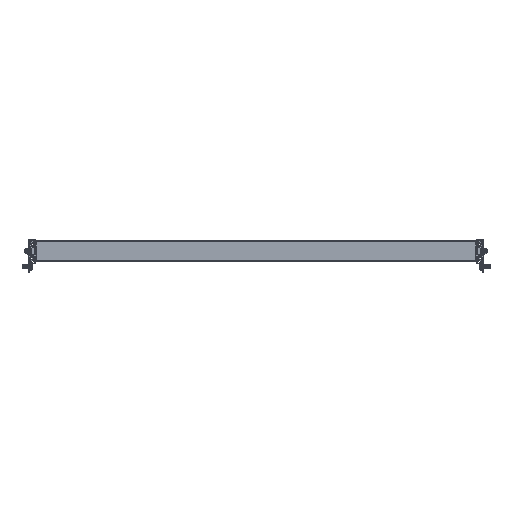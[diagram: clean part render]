
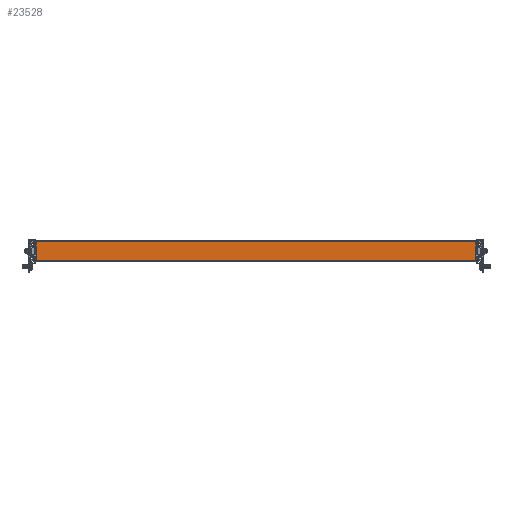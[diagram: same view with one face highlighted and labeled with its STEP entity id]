
A CAD part, front view. The second image highlights one B-rep face of the part: STEP entity #23528.
In plain terms, the highlighted planar face has unit normal (0, -1, 0).
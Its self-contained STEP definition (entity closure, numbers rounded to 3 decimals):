
#1462 = LINE ( 'NONE', #1575, #9714 ) ;
#1575 = CARTESIAN_POINT ( 'NONE',  ( -337.5, -210., 0. ) ) ;
#1577 = DIRECTION ( 'NONE',  ( 0., 0., -1. ) ) ;
#1592 = LINE ( 'NONE', #1593, #9724 ) ;
#1593 = CARTESIAN_POINT ( 'NONE',  ( 337.5, -210., 0. ) ) ;
#1594 = DIRECTION ( 'NONE',  ( 0., 0., 1. ) ) ;
#1595 = LINE ( 'NONE', #1596, #9725 ) ;
#1596 = CARTESIAN_POINT ( 'NONE',  ( -337.5, -210., -28.99 ) ) ;
#1597 = DIRECTION ( 'NONE',  ( 1., 0., 0. ) ) ;
#1598 = LINE ( 'NONE', #1600, #9726 ) ;
#1600 = CARTESIAN_POINT ( 'NONE',  ( 337.5, -210., -0.01 ) ) ;
#1601 = DIRECTION ( 'NONE',  ( 1., 0., 0. ) ) ;
#8639 = CARTESIAN_POINT ( 'NONE',  ( 337.5, -210., 0. ) ) ;
#8647 = FACE_OUTER_BOUND ( 'NONE', #39573, .T. ) ;
#8648 = PLANE ( 'NONE',  #18092 ) ;
#8650 = DIRECTION ( 'NONE',  ( 0., 1., 0. ) ) ;
#8651 = DIRECTION ( 'NONE',  ( 0., 0., 1. ) ) ;
#9714 = VECTOR ( 'NONE', #1577, 1000. ) ;
#9724 = VECTOR ( 'NONE', #1594, 1000. ) ;
#9725 = VECTOR ( 'NONE', #1597, 1000. ) ;
#9726 = VECTOR ( 'NONE', #1601, 1000. ) ;
#16039 = CARTESIAN_POINT ( 'NONE',  ( -337.5, -210., -0.01 ) ) ;
#16045 = CARTESIAN_POINT ( 'NONE',  ( -337.5, -210., -28.99 ) ) ;
#16051 = CARTESIAN_POINT ( 'NONE',  ( 337.5, -210., -28.99 ) ) ;
#16055 = CARTESIAN_POINT ( 'NONE',  ( 337.5, -210., -0.01 ) ) ;
#18092 = AXIS2_PLACEMENT_3D ( 'NONE', #8639, #8650, #8651 ) ;
#21616 = EDGE_CURVE ( 'NONE', #38984, #38990, #1462, .T. ) ;
#21622 = EDGE_CURVE ( 'NONE', #38996, #39000, #1592, .T. ) ;
#21623 = EDGE_CURVE ( 'NONE', #38990, #38996, #1595, .T. ) ;
#21624 = EDGE_CURVE ( 'NONE', #38984, #39000, #1598, .T. ) ;
#23528 = ADVANCED_FACE ( 'NONE', ( #8647 ), #8648, .F. ) ;
#34329 = ORIENTED_EDGE ( 'NONE', *, *, #21623, .T. ) ;
#34330 = ORIENTED_EDGE ( 'NONE', *, *, #21622, .T. ) ;
#34331 = ORIENTED_EDGE ( 'NONE', *, *, #21624, .F. ) ;
#34332 = ORIENTED_EDGE ( 'NONE', *, *, #21616, .T. ) ;
#38984 = VERTEX_POINT ( 'NONE', #16039 ) ;
#38990 = VERTEX_POINT ( 'NONE', #16045 ) ;
#38996 = VERTEX_POINT ( 'NONE', #16051 ) ;
#39000 = VERTEX_POINT ( 'NONE', #16055 ) ;
#39573 = EDGE_LOOP ( 'NONE', ( #34329, #34330, #34331, #34332 ) ) ;
